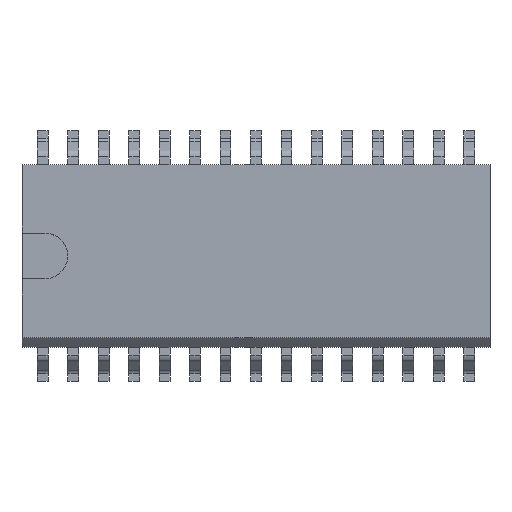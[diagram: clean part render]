
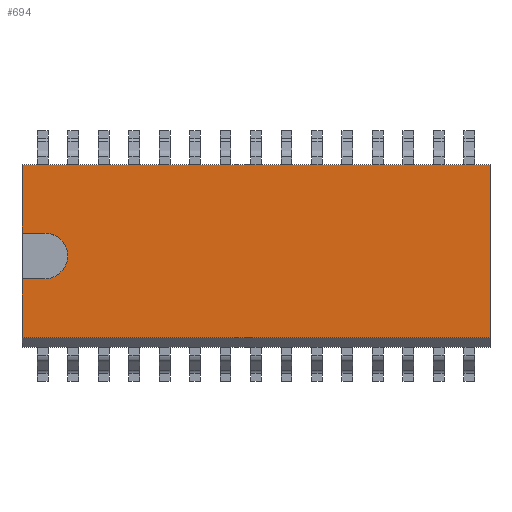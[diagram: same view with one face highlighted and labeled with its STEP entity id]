
A CAD part, top view. The second image highlights one B-rep face of the part: STEP entity #694.
In plain terms, the highlighted planar face has unit normal (0, 0, 1).
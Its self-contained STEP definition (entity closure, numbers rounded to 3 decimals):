
#24 = VERTEX_POINT('',#25);
#25 = CARTESIAN_POINT('',(-10.39,3.81,2.41));
#31 = EDGE_CURVE('',#24,#32,#34,.T.);
#32 = VERTEX_POINT('',#33);
#33 = CARTESIAN_POINT('',(9.12,3.81,2.41));
#34 = LINE('',#35,#36);
#35 = CARTESIAN_POINT('',(-10.39,3.81,2.41));
#36 = VECTOR('',#37,1.);
#37 = DIRECTION('',(1.,0.,0.));
#574 = VERTEX_POINT('',#575);
#575 = CARTESIAN_POINT('',(-10.39,0.953,2.41));
#581 = EDGE_CURVE('',#574,#24,#582,.T.);
#582 = LINE('',#583,#584);
#583 = CARTESIAN_POINT('',(-10.39,0.953,2.41));
#584 = VECTOR('',#585,1.);
#585 = DIRECTION('',(0.,1.,0.));
#605 = VERTEX_POINT('',#606);
#606 = CARTESIAN_POINT('',(-10.39,-3.41,2.41));
#612 = EDGE_CURVE('',#605,#613,#615,.T.);
#613 = VERTEX_POINT('',#614);
#614 = CARTESIAN_POINT('',(-10.39,-0.953,2.41));
#615 = LINE('',#616,#617);
#616 = CARTESIAN_POINT('',(-10.39,-3.41,2.41));
#617 = VECTOR('',#618,1.);
#618 = DIRECTION('',(0.,1.,0.));
#666 = EDGE_CURVE('',#667,#32,#669,.T.);
#667 = VERTEX_POINT('',#668);
#668 = CARTESIAN_POINT('',(9.12,-3.41,2.41));
#669 = LINE('',#670,#671);
#670 = CARTESIAN_POINT('',(9.12,0.,2.41));
#671 = VECTOR('',#672,1.);
#672 = DIRECTION('',(0.,1.,0.));
#694 = ADVANCED_FACE('',(#695),#730,.T.);
#695 = FACE_BOUND('',#696,.T.);
#696 = EDGE_LOOP('',(#697,#698,#706,#715,#721,#722,#728,#729));
#697 = ORIENTED_EDGE('',*,*,#581,.F.);
#698 = ORIENTED_EDGE('',*,*,#699,.T.);
#699 = EDGE_CURVE('',#574,#700,#702,.T.);
#700 = VERTEX_POINT('',#701);
#701 = CARTESIAN_POINT('',(-9.438,0.953,2.41));
#702 = LINE('',#703,#704);
#703 = CARTESIAN_POINT('',(-10.39,0.953,2.41));
#704 = VECTOR('',#705,1.);
#705 = DIRECTION('',(1.,0.,0.));
#706 = ORIENTED_EDGE('',*,*,#707,.T.);
#707 = EDGE_CURVE('',#700,#708,#710,.T.);
#708 = VERTEX_POINT('',#709);
#709 = CARTESIAN_POINT('',(-9.438,-0.953,2.41));
#710 = CIRCLE('',#711,0.953);
#711 = AXIS2_PLACEMENT_3D('',#712,#713,#714);
#712 = CARTESIAN_POINT('',(-9.438,0.,2.41));
#713 = DIRECTION('',(0.,0.,-1.));
#714 = DIRECTION('',(0.,-1.,0.));
#715 = ORIENTED_EDGE('',*,*,#716,.T.);
#716 = EDGE_CURVE('',#708,#613,#717,.T.);
#717 = LINE('',#718,#719);
#718 = CARTESIAN_POINT('',(-9.438,-0.953,2.41));
#719 = VECTOR('',#720,1.);
#720 = DIRECTION('',(-1.,0.,0.));
#721 = ORIENTED_EDGE('',*,*,#612,.F.);
#722 = ORIENTED_EDGE('',*,*,#723,.F.);
#723 = EDGE_CURVE('',#667,#605,#724,.T.);
#724 = LINE('',#725,#726);
#725 = CARTESIAN_POINT('',(10.39,-3.41,2.41));
#726 = VECTOR('',#727,1.);
#727 = DIRECTION('',(-1.,0.,0.));
#728 = ORIENTED_EDGE('',*,*,#666,.T.);
#729 = ORIENTED_EDGE('',*,*,#31,.F.);
#730 = PLANE('',#731);
#731 = AXIS2_PLACEMENT_3D('',#732,#733,#734);
#732 = CARTESIAN_POINT('',(0.,0.,2.41));
#733 = DIRECTION('',(0.,0.,1.));
#734 = DIRECTION('',(1.,0.,0.));
